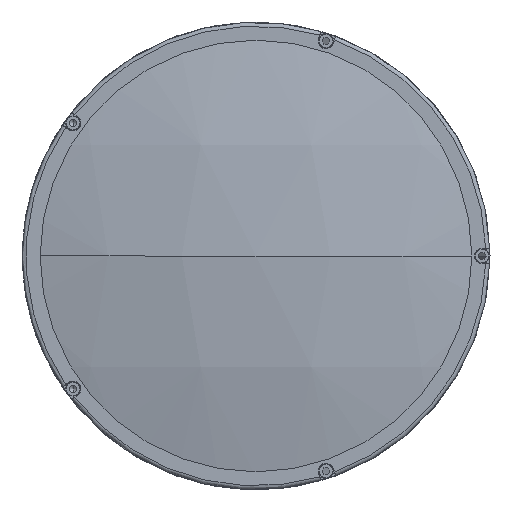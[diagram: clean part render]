
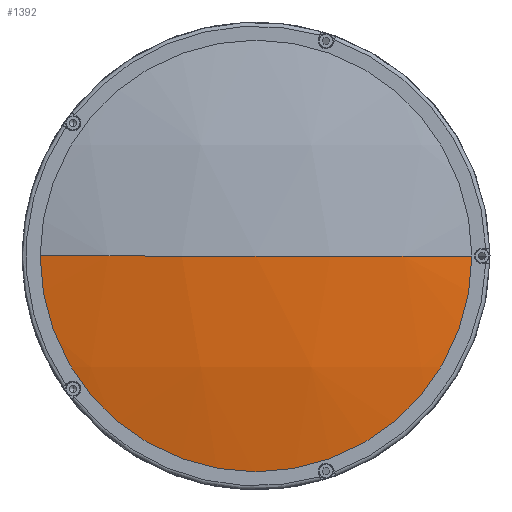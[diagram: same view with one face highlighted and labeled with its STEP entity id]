
A CAD part, left-side view. The second image highlights one B-rep face of the part: STEP entity #1392.
In plain terms, the highlighted spherical face has radius 384 mm.
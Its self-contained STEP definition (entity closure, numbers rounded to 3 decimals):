
#224 = CARTESIAN_POINT ( 'NONE',  ( -362.63, 0., 0. ) ) ;
#270 = CIRCLE ( 'NONE', #2301, 384. ) ;
#282 = FACE_OUTER_BOUND ( 'NONE', #378, .T. ) ;
#378 = EDGE_LOOP ( 'NONE', ( #1008, #1242, #5721 ) ) ;
#654 = EDGE_CURVE ( 'NONE', #1612, #1645, #944, .T. ) ;
#944 = CIRCLE ( 'NONE', #5866, 85. ) ;
#974 = CIRCLE ( 'NONE', #2879, 384. ) ;
#1008 = ORIENTED_EDGE ( 'NONE', *, *, #654, .T. ) ;
#1155 = DIRECTION ( 'NONE',  ( 0., 0., -1. ) ) ;
#1242 = ORIENTED_EDGE ( 'NONE', *, *, #6060, .T. ) ;
#1264 = CARTESIAN_POINT ( 'NONE',  ( 21.37, 0., 0. ) ) ;
#1392 = ADVANCED_FACE ( 'NONE', ( #282 ), #2776, .T. ) ;
#1612 = VERTEX_POINT ( 'NONE', #7588 ) ;
#1645 = VERTEX_POINT ( 'NONE', #5271 ) ;
#2301 = AXIS2_PLACEMENT_3D ( 'NONE', #2500, #1155, #3049 ) ;
#2424 = DIRECTION ( 'NONE',  ( 0., 0., 1. ) ) ;
#2500 = CARTESIAN_POINT ( 'NONE',  ( 21.37, 0., 0. ) ) ;
#2701 = CARTESIAN_POINT ( 'NONE',  ( 21.37, 0., 0. ) ) ;
#2745 = EDGE_CURVE ( 'NONE', #1612, #6271, #974, .T. ) ;
#2776 = SPHERICAL_SURFACE ( 'NONE', #3355, 384. ) ;
#2879 = AXIS2_PLACEMENT_3D ( 'NONE', #1264, #2424, #4145 ) ;
#3049 = DIRECTION ( 'NONE',  ( 0., 1., 0. ) ) ;
#3355 = AXIS2_PLACEMENT_3D ( 'NONE', #2701, #6947, #6362 ) ;
#4145 = DIRECTION ( 'NONE',  ( 0., -1., 0. ) ) ;
#4512 = DIRECTION ( 'NONE',  ( 0., 0., 1. ) ) ;
#5220 = DIRECTION ( 'NONE',  ( -1., 0., 0. ) ) ;
#5271 = CARTESIAN_POINT ( 'NONE',  ( -353.104, -85., 0. ) ) ;
#5721 = ORIENTED_EDGE ( 'NONE', *, *, #2745, .F. ) ;
#5866 = AXIS2_PLACEMENT_3D ( 'NONE', #6929, #5220, #4512 ) ;
#6060 = EDGE_CURVE ( 'NONE', #1645, #6271, #270, .T. ) ;
#6271 = VERTEX_POINT ( 'NONE', #224 ) ;
#6362 = DIRECTION ( 'NONE',  ( 0., 1., 0. ) ) ;
#6929 = CARTESIAN_POINT ( 'NONE',  ( -353.104, 0., 0. ) ) ;
#6947 = DIRECTION ( 'NONE',  ( 0., 0., -1. ) ) ;
#7588 = CARTESIAN_POINT ( 'NONE',  ( -353.104, 85., 0. ) ) ;
